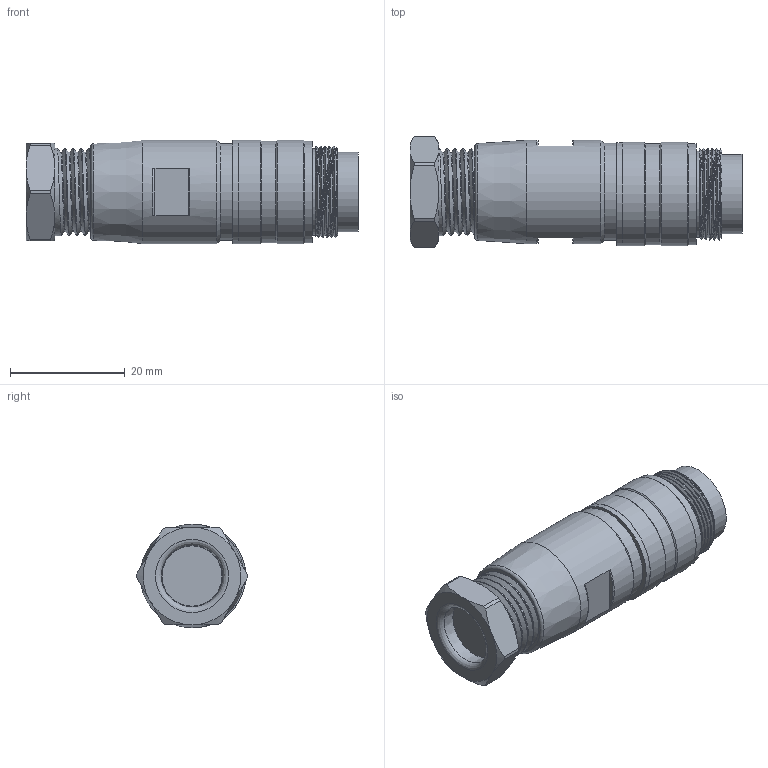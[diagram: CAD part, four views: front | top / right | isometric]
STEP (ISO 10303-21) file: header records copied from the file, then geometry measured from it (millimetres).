
FILE_DESCRIPTION(/* description */ (''),/* implementation_level */ '2;1');
FILE_NAME(/* name */ 'c091 31h004 101 2nxc001-01.stp',/* time_stamp */ '2019-07-08T14:02:25+02:00',/* author */ (''),/* organization */ (''),/* preprocessor_version */ 'ST-DEVELOPER v16.7',/* originating_system */ 'SIEMENS PLM Software NX 12.0',/* authorisation */ '');
FILE_SCHEMA (('AUTOMOTIVE_DESIGN { 1 0 10303 214 3 1 1 1 }'));
Length unit declared in the file: millimetre
Products named in the file (1): c091 31h004 101 2nxc001-01
Bounding box: 57.8 x 19.3 x 18 mm (x, y, z)
Volume: 11971.1 mm3; surface area: 4543.7 mm2
Topology: 1 solids, 1 shells, 115 faces, 273 edges, 176 vertices
Faces by surface type: plane 34, cylinder 31, bspline 28, cone 19, torus 3
Full cylindrical faces by diameter (mm): 1.475 x4, 1.82 x4, 13.8 x1, 15 x1, 16.9 x1, 17.6 x2, 17.96 x1, 18 x3
Entity records: 5128 total; most frequent: CARTESIAN_POINT 2621, DIRECTION 421, ORIENTED_EDGE 416, EDGE_CURVE 208, AXIS2_PLACEMENT_3D 195, EDGE_LOOP 175, VERTEX_POINT 155, ADVANCED_FACE 115
